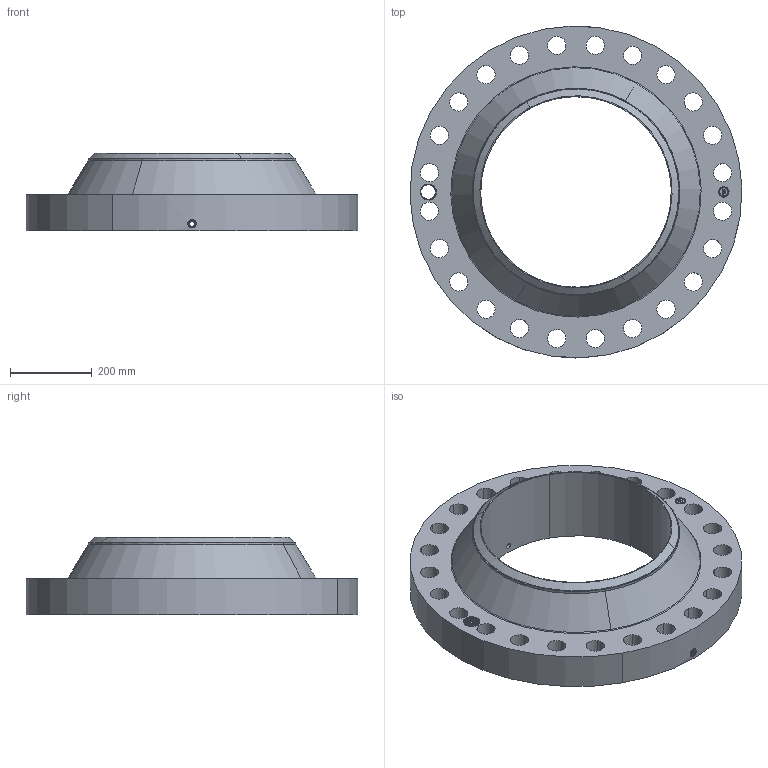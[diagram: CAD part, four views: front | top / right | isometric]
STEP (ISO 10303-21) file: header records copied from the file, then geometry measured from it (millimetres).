
FILE_DESCRIPTION(('3D STEP'),'2;1');
FILE_NAME('20-600-FF-WELD-NECK-60-ORIF-FLANGE.stp','2013-10-27T04:31:53+00:00',('Texas Flange'),(''),'CATIA Version 5 Release 20 SP 6 (IN-10)','CATIA V5 STEP AP214','800-826-3801');
FILE_SCHEMA(('AUTOMOTIVE_DESIGN { 1 0 10303 214 1 1 1 1 }'));
Length unit declared in the file: inch
Products named in the file (1): 20-600-FF-WELD-NECK-60-ORIF-FLANGE
Bounding box: 812.57 x 812.8 x 190.5 mm (x, y, z)
Volume: 34011795.5 mm3; surface area: 1556904.7 mm2
Topology: 1 solids, 1 shells, 880 faces, 2393 edges, 1533 vertices
Faces by surface type: plane 368, bspline 304, cylinder 149, cone 51, torus 4, revolution 4
Entity records: 38304 total; most frequent: CARTESIAN_POINT 16989, ORIENTED_EDGE 4786, EDGE_CURVE 2393, DIRECTION 2223, VERTEX_POINT 1533, VECTOR 1239, LINE 1239, B_SPLINE_CURVE_WITH_KNOTS 976
